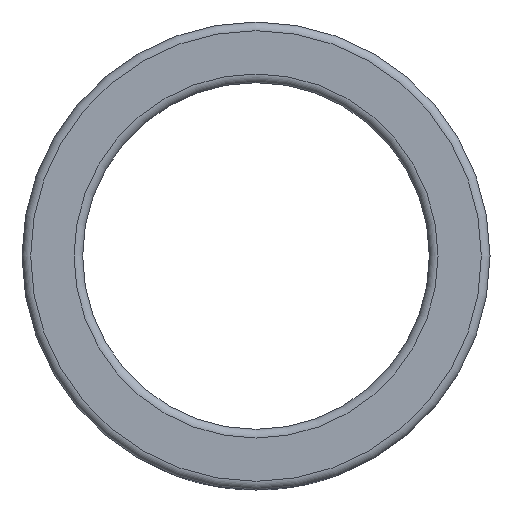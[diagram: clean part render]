
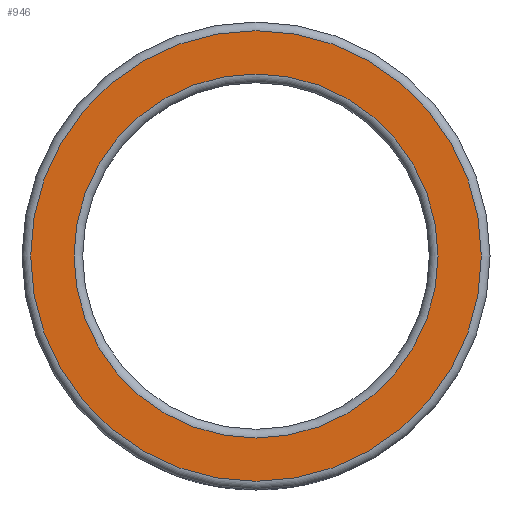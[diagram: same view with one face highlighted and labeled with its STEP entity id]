
A CAD part, front view. The second image highlights one B-rep face of the part: STEP entity #946.
In plain terms, the highlighted planar face has unit normal (0, -1, 0).
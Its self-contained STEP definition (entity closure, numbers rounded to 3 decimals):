
#7 = DIRECTION ( 'NONE',  ( 0., -1., 0. ) ) ;
#42 = ORIENTED_EDGE ( 'NONE', *, *, #1173, .T. ) ;
#112 = CARTESIAN_POINT ( 'NONE',  ( -10., 0., 0. ) ) ;
#193 = AXIS2_PLACEMENT_3D ( 'NONE', #1131, #204, #906 ) ;
#198 = VERTEX_POINT ( 'NONE', #737 ) ;
#204 = DIRECTION ( 'NONE',  ( 0., 1., 0. ) ) ;
#213 = EDGE_CURVE ( 'NONE', #198, #198, #277, .T. ) ;
#277 = CIRCLE ( 'NONE', #193, 10.5 ) ;
#397 = FACE_BOUND ( 'NONE', #890, .T. ) ;
#414 = CARTESIAN_POINT ( 'NONE',  ( 0., 0., 13. ) ) ;
#483 = ORIENTED_EDGE ( 'NONE', *, *, #213, .T. ) ;
#530 = DIRECTION ( 'NONE',  ( 0., 0., 1. ) ) ;
#535 = DIRECTION ( 'NONE',  ( 0., 1., 0. ) ) ;
#639 = PLANE ( 'NONE',  #1209 ) ;
#737 = CARTESIAN_POINT ( 'NONE',  ( 0., 0., 10.5 ) ) ;
#849 = DIRECTION ( 'NONE',  ( 0., 0., 1. ) ) ;
#890 = EDGE_LOOP ( 'NONE', ( #483 ) ) ;
#906 = DIRECTION ( 'NONE',  ( 0., 0., 1. ) ) ;
#946 = ADVANCED_FACE ( 'NONE', ( #1046, #397 ), #639, .F. ) ;
#952 = CARTESIAN_POINT ( 'NONE',  ( 0., 0., 0. ) ) ;
#1020 = EDGE_LOOP ( 'NONE', ( #42 ) ) ;
#1046 = FACE_OUTER_BOUND ( 'NONE', #1020, .T. ) ;
#1131 = CARTESIAN_POINT ( 'NONE',  ( 0., 0., 0. ) ) ;
#1173 = EDGE_CURVE ( 'NONE', #1335, #1335, #1237, .T. ) ;
#1209 = AXIS2_PLACEMENT_3D ( 'NONE', #112, #535, #530 ) ;
#1237 = CIRCLE ( 'NONE', #1346, 13. ) ;
#1335 = VERTEX_POINT ( 'NONE', #414 ) ;
#1346 = AXIS2_PLACEMENT_3D ( 'NONE', #952, #7, #849 ) ;
